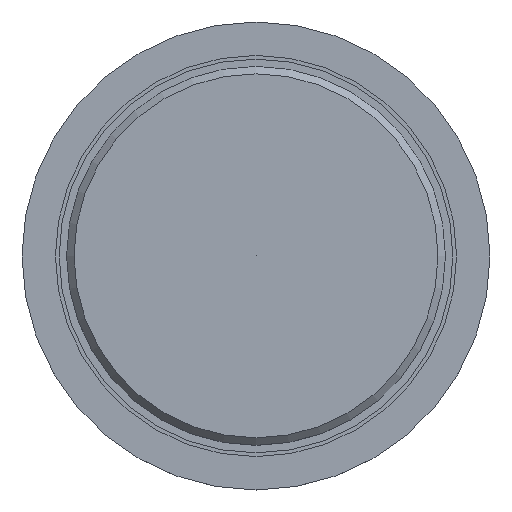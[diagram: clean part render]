
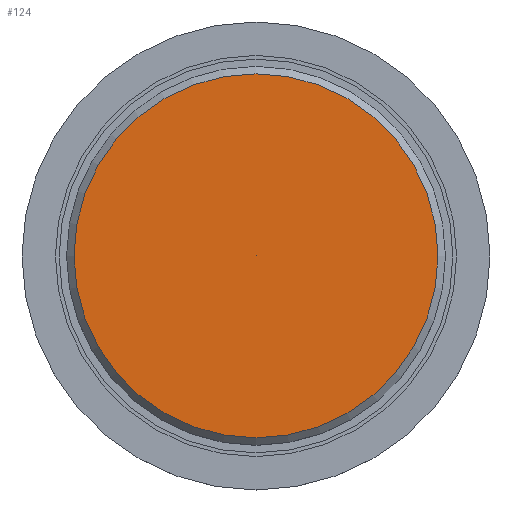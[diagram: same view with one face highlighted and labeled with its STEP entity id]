
A CAD part, top view. The second image highlights one B-rep face of the part: STEP entity #124.
In plain terms, the highlighted conical face has half-angle 90 degrees and reference radius 24.5 mm.
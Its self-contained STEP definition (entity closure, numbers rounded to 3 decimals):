
#119=VERTEX_LOOP('',#193);
#121=CONICAL_SURFACE('',#224,24.5,90.);
#124=ADVANCED_FACE('',(#140,#141),#121,.T.);
#140=FACE_BOUND('',#119,.T.);
#141=FACE_BOUND('',#158,.T.);
#158=EDGE_LOOP('',(#176));
#176=ORIENTED_EDGE('',*,*,#202,.T.);
#192=VERTEX_POINT('',#285);
#193=VERTEX_POINT('',#287);
#202=EDGE_CURVE('',#192,#192,#211,.T.);
#211=CIRCLE('',#222,24.5);
#222=AXIS2_PLACEMENT_3D('',#284,#246,#247);
#224=AXIS2_PLACEMENT_3D('',#288,#250,#251);
#246=DIRECTION('',(0.,0.,1.));
#247=DIRECTION('',(1.,0.,0.));
#250=DIRECTION('',(0.,0.,-1.));
#251=DIRECTION('',(-1.,0.,0.));
#284=CARTESIAN_POINT('',(0.,0.,0.));
#285=CARTESIAN_POINT('',(24.5,0.,0.));
#287=CARTESIAN_POINT('',(0.,0.,0.));
#288=CARTESIAN_POINT('',(0.,0.,0.));
